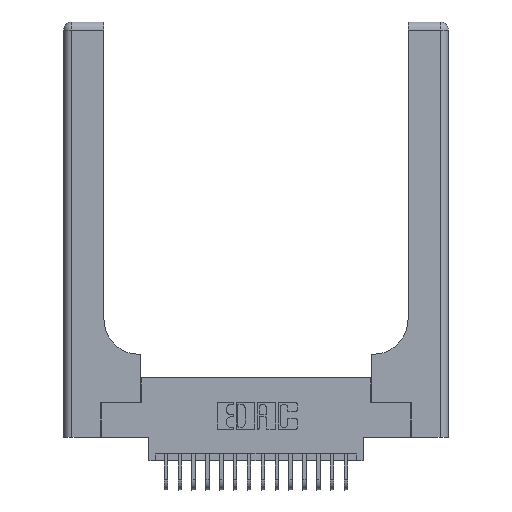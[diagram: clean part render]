
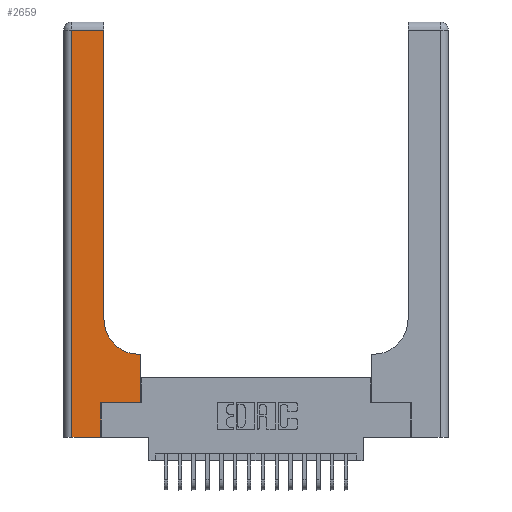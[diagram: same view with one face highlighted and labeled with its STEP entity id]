
A CAD part, top view. The second image highlights one B-rep face of the part: STEP entity #2659.
In plain terms, the highlighted planar face has unit normal (0, 0, 1).
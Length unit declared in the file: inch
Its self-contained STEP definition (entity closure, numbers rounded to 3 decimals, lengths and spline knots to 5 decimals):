
#357 = EDGE_CURVE ( 'NONE', #3004, #1689, #19149, .T. ) ;
#494 = CARTESIAN_POINT ( 'NONE',  ( 0.06, 0., 0.37 ) ) ;
#973 = DIRECTION ( 'NONE',  ( -1., 0., 0. ) ) ;
#1689 = VERTEX_POINT ( 'NONE', #13154 ) ;
#1748 = CARTESIAN_POINT ( 'NONE',  ( 0.269, 0.25, 0.37 ) ) ;
#2229 = VERTEX_POINT ( 'NONE', #494 ) ;
#2469 = CARTESIAN_POINT ( 'NONE',  ( 0.5585, 0.6, 0.37 ) ) ;
#2659 = ADVANCED_FACE ( 'NONE', ( #9192 ), #3363, .F. ) ;
#2877 = EDGE_CURVE ( 'NONE', #19203, #18620, #17390, .T. ) ;
#2970 = AXIS2_PLACEMENT_3D ( 'NONE', #5051, #19994, #6697 ) ;
#3004 = VERTEX_POINT ( 'NONE', #20861 ) ;
#3038 = CARTESIAN_POINT ( 'NONE',  ( 0.06, 3., 0.37 ) ) ;
#3150 = DIRECTION ( 'NONE',  ( 1., 0., 0. ) ) ;
#3228 = LINE ( 'NONE', #19339, #6674 ) ;
#3363 = PLANE ( 'NONE',  #2970 ) ;
#3510 = CARTESIAN_POINT ( 'NONE',  ( 0.5415, 0.85, 0.37 ) ) ;
#4250 = VECTOR ( 'NONE', #6261, 39.37008 ) ;
#4302 = CARTESIAN_POINT ( 'NONE',  ( 0.2915, 0.6, 0.37 ) ) ;
#4308 = DIRECTION ( 'NONE',  ( 1., 0., 0. ) ) ;
#4555 = ORIENTED_EDGE ( 'NONE', *, *, #12555, .T. ) ;
#4697 = VECTOR ( 'NONE', #21566, 39.37008 ) ;
#4884 = CARTESIAN_POINT ( 'NONE',  ( 0., 2.94, 0.37 ) ) ;
#5051 = CARTESIAN_POINT ( 'NONE',  ( 0., 3., 0.37 ) ) ;
#6261 = DIRECTION ( 'NONE',  ( 0., 1., 0. ) ) ;
#6376 = EDGE_CURVE ( 'NONE', #2229, #19734, #3228, .T. ) ;
#6674 = VECTOR ( 'NONE', #4308, 39.37008 ) ;
#6697 = DIRECTION ( 'NONE',  ( -1., 0., 0. ) ) ;
#6925 = CARTESIAN_POINT ( 'NONE',  ( 0.269, 0., 0.37 ) ) ;
#7446 = EDGE_CURVE ( 'NONE', #11049, #19227, #13250, .T. ) ;
#8665 = ORIENTED_EDGE ( 'NONE', *, *, #21621, .T. ) ;
#9114 = CARTESIAN_POINT ( 'NONE',  ( 0.5585, 0.25, 0.37 ) ) ;
#9192 = FACE_OUTER_BOUND ( 'NONE', #20638, .T. ) ;
#9360 = AXIS2_PLACEMENT_3D ( 'NONE', #3510, #18702, #15455 ) ;
#9453 = VECTOR ( 'NONE', #3150, 39.37008 ) ;
#10100 = VECTOR ( 'NONE', #15540, 39.37008 ) ;
#10799 = CARTESIAN_POINT ( 'NONE',  ( 0.269, 0., 0.37 ) ) ;
#11049 = VERTEX_POINT ( 'NONE', #9114 ) ;
#11112 = CARTESIAN_POINT ( 'NONE',  ( 0.5415, 0.6, 0.37 ) ) ;
#11917 = EDGE_CURVE ( 'NONE', #14399, #11049, #18941, .T. ) ;
#12555 = EDGE_CURVE ( 'NONE', #19227, #19203, #21248, .T. ) ;
#12777 = EDGE_CURVE ( 'NONE', #1689, #2229, #21523, .T. ) ;
#12906 = VECTOR ( 'NONE', #973, 39.37008 ) ;
#13154 = CARTESIAN_POINT ( 'NONE',  ( 0.06, 2.94, 0.37 ) ) ;
#13250 = LINE ( 'NONE', #18268, #4250 ) ;
#13504 = VECTOR ( 'NONE', #16836, 39.37008 ) ;
#13700 = CARTESIAN_POINT ( 'NONE',  ( 0.2915, 3., 0.37 ) ) ;
#13974 = ORIENTED_EDGE ( 'NONE', *, *, #11917, .T. ) ;
#14399 = VERTEX_POINT ( 'NONE', #1748 ) ;
#14589 = LINE ( 'NONE', #6925, #10100 ) ;
#14802 = LINE ( 'NONE', #13700, #13504 ) ;
#14909 = EDGE_CURVE ( 'NONE', #18620, #3004, #14802, .T. ) ;
#15455 = DIRECTION ( 'NONE',  ( 1., 0., 0. ) ) ;
#15540 = DIRECTION ( 'NONE',  ( 0., 1., 0. ) ) ;
#16349 = ORIENTED_EDGE ( 'NONE', *, *, #14909, .T. ) ;
#16836 = DIRECTION ( 'NONE',  ( 0., 1., 0. ) ) ;
#17390 = CIRCLE ( 'NONE', #9360, 0.25 ) ;
#17960 = CARTESIAN_POINT ( 'NONE',  ( 0.2915, 0.85, 0.37 ) ) ;
#18066 = ORIENTED_EDGE ( 'NONE', *, *, #12777, .T. ) ;
#18268 = CARTESIAN_POINT ( 'NONE',  ( 0.5585, 0.25, 0.37 ) ) ;
#18620 = VERTEX_POINT ( 'NONE', #17960 ) ;
#18624 = VECTOR ( 'NONE', #21425, 39.37008 ) ;
#18702 = DIRECTION ( 'NONE',  ( 0., 0., -1. ) ) ;
#18891 = ORIENTED_EDGE ( 'NONE', *, *, #357, .T. ) ;
#18941 = LINE ( 'NONE', #19855, #9453 ) ;
#19106 = ORIENTED_EDGE ( 'NONE', *, *, #6376, .T. ) ;
#19149 = LINE ( 'NONE', #4884, #18624 ) ;
#19203 = VERTEX_POINT ( 'NONE', #11112 ) ;
#19227 = VERTEX_POINT ( 'NONE', #2469 ) ;
#19339 = CARTESIAN_POINT ( 'NONE',  ( 0., 0., 0.37 ) ) ;
#19456 = ORIENTED_EDGE ( 'NONE', *, *, #7446, .T. ) ;
#19734 = VERTEX_POINT ( 'NONE', #10799 ) ;
#19855 = CARTESIAN_POINT ( 'NONE',  ( 0.269, 0.25, 0.37 ) ) ;
#19994 = DIRECTION ( 'NONE',  ( 0., 0., -1. ) ) ;
#20511 = ORIENTED_EDGE ( 'NONE', *, *, #2877, .T. ) ;
#20638 = EDGE_LOOP ( 'NONE', ( #16349, #18891, #18066, #19106, #8665, #13974, #19456, #4555, #20511 ) ) ;
#20861 = CARTESIAN_POINT ( 'NONE',  ( 0.2915, 2.94, 0.37 ) ) ;
#21248 = LINE ( 'NONE', #4302, #12906 ) ;
#21425 = DIRECTION ( 'NONE',  ( -1., 0., 0. ) ) ;
#21523 = LINE ( 'NONE', #3038, #4697 ) ;
#21566 = DIRECTION ( 'NONE',  ( 0., -1., 0. ) ) ;
#21621 = EDGE_CURVE ( 'NONE', #19734, #14399, #14589, .T. ) ;
